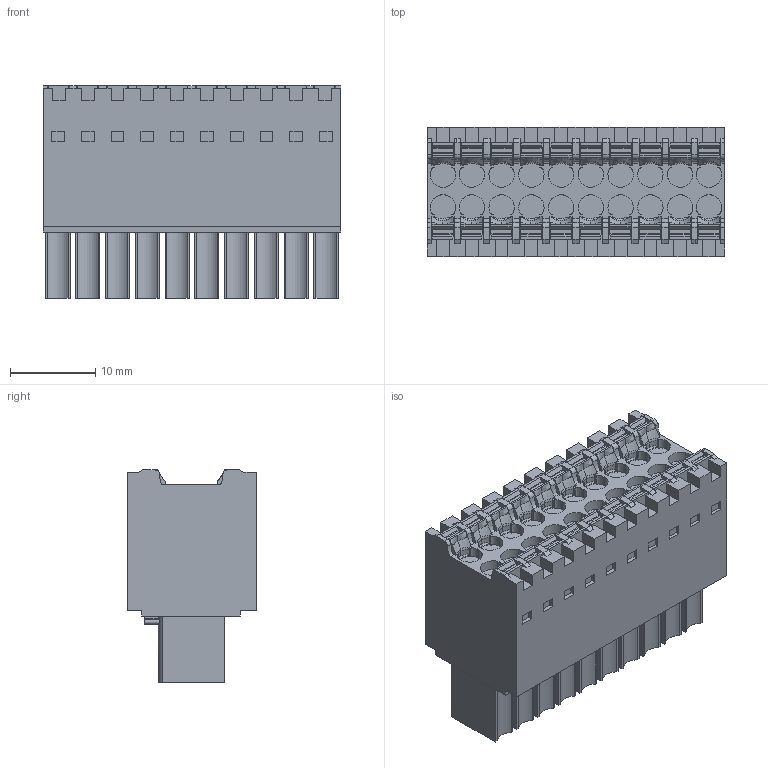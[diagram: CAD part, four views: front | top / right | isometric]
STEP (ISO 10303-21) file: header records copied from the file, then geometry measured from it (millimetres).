
FILE_DESCRIPTION(('CATIA V5 STEP','CAx-IF Rec.Pracs.--- Model Styling and Organization---1.4--- 2014-01-23'),'2;1');
FILE_NAME ('D1450444_1', '2023-08-22T06:44:12+00:00', ('none'), ('Weidmueller'), 'CATIA Version 5-6 Release 2016 SP3 HF44', 'CATIA V5 STEP AP214', 'none');
FILE_SCHEMA(('AUTOMOTIVE_DESIGN { 1 0 10303 214 1 1 1 1 }'));
Length unit declared in the file: millimetre
Products named in the file (1): 1277550000
Bounding box: 35 x 15.2 x 25.05 mm (x, y, z)
Volume: 9746.7 mm3; surface area: 6266.5 mm2
Topology: 21 solids, 21 shells, 1365 faces, 3978 edges, 2705 vertices
Faces by surface type: plane 892, cylinder 171, torus 119, extrusion 103, cone 40, bspline 40
Entity records: 47048 total; most frequent: CARTESIAN_POINT 14644, ORIENTED_EDGE 7956, DIRECTION 4652, EDGE_CURVE 3978, VECTOR 2911, LINE 2808, VERTEX_POINT 2705, EDGE_LOOP 1415
